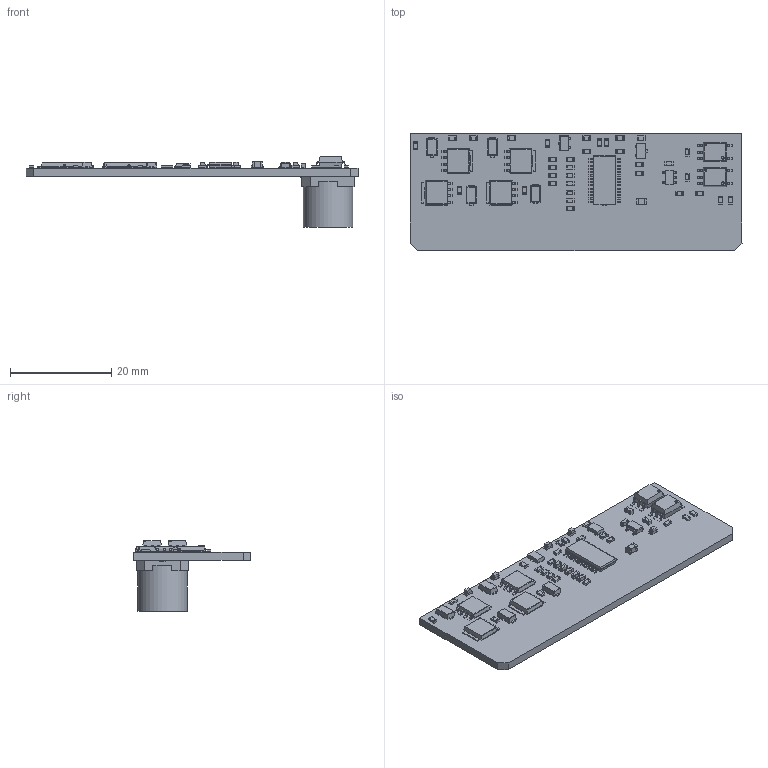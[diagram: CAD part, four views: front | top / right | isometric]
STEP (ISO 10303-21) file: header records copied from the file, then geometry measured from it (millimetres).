
FILE_DESCRIPTION(('KiCad electronic assembly'),'2;1');
FILE_NAME('DriveUnit_G-series(ver2.0).step','2023-11-02T21:04:25',( 'Pcbnew'),('Kicad'),'Open CASCADE STEP processor 7.7', 'KiCad to STEP converter','Unknown');
FILE_SCHEMA(('AUTOMOTIVE_DESIGN { 1 0 10303 214 1 1 1 1 }'));
Length unit declared in the file: millimetre
Products named in the file (24): DriveUnit_G-series(ver2.0) 1; R_0603_1608Metric; SOLID; LED_0603_1608Metric; V2P22LHM3_H; COMPOUND; C_0603_1608Metric; SMV_z90; C_0805_2012Metric; PPAK_SO8L_Option3; 5pin SO6; A3921KLPTR-T; SOT-23F; U2-R_NCH; DriveUnit_G-series(ver2.0) PCB
Assembly tree (62 placements, depth 3):
  DriveUnit_G-series(ver2.0) 1
    R_0603_1608Metric  x21
      SOLID
    LED_0603_1608Metric  x5
      SOLID
    V2P22LHM3_H  x4
      COMPOUND
    C_0603_1608Metric  x8
      SOLID
    SMV_z90
      COMPOUND
    C_0805_2012Metric
      SOLID
    PPAK_SO8L_Option3  x4
      SOLID
    5pin SO6  x2
      COMPOUND
    A3921KLPTR-T
      SOLID
    SOT-23F  x2
      COMPOUND
    U2-R_NCH
      COMPOUND
    DriveUnit_G-series(ver2.0) PCB
Bounding box: 65.68 x 23.25 x 13.96 mm (x, y, z)
Volume: 3511.8 mm3; surface area: 5036.4 mm2
Topology: 83 solids, 83 shells, 2440 faces, 6426 edges, 4168 vertices
Faces by surface type: plane 1707, cylinder 701, bspline 16, sphere 16
Full cylindrical faces by diameter (mm): 9.792 x1
Entity records: 67004 total; most frequent: CARTESIAN_POINT 12915, DIRECTION 9858, LINE 6553, VECTOR 6553, ORIENTED_EDGE 5098, PCURVE 5098, DEFINITIONAL_REPRESENTATION 5098, EDGE_CURVE 2549
